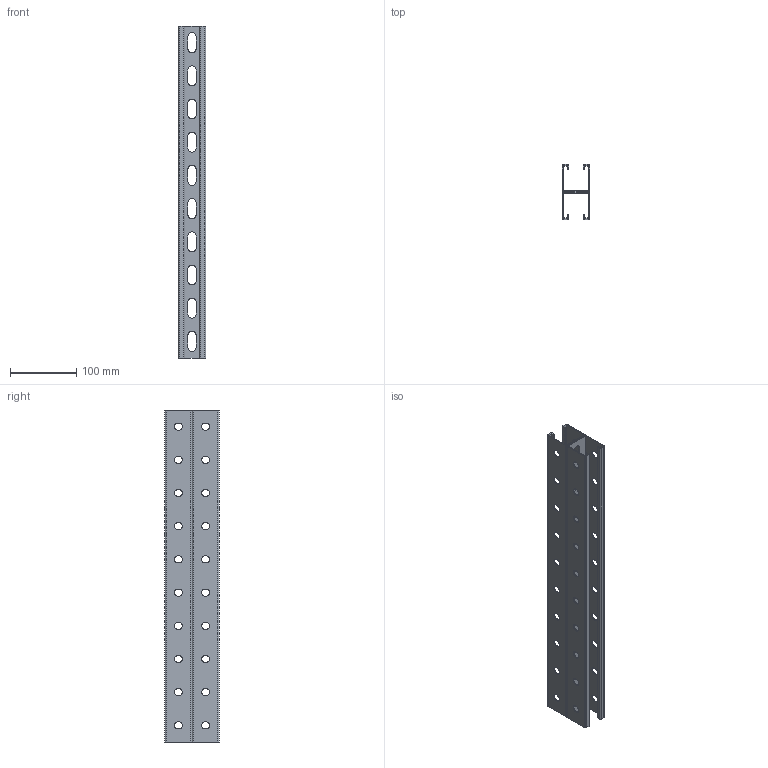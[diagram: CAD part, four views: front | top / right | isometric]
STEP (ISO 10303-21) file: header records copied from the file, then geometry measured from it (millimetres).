
FILE_DESCRIPTION (( 'STEP AP203' ), '1' );
FILE_NAME ('Äâîéíîé STRUT-ïðîôèëü_h41-L500.step', '2022-01-24T13:19:37', ( '' ), ( '' ), 'SwSTEP 2.0', 'SolidWorks 2017', '' );
FILE_SCHEMA (( 'CONFIG_CONTROL_DESIGN' ));
Length unit declared in the file: millimetre
Products named in the file (2): STRUT-镳铘桦黖h41-500; Äâîéíîé STRUT-ïðîôèëü_h41-L500
Assembly tree (2 placements, depth 2):
  Äâîéíîé STRUT-ïðîôèëü_h41-L500
    STRUT-镳铘桦黖h41-500  x2
Bounding box: 41 x 82 x 500 mm (x, y, z)
Volume: 196865.4 mm3; surface area: 273867.9 mm2
Topology: 2 solids, 2 shells, 1932 faces, 5736 edges, 3808 vertices
Faces by surface type: plane 1800, cylinder 132
Entity records: 32100 total; most frequent: CARTESIAN_POINT 5743, ORIENTED_EDGE 5736, DIRECTION 4942, EDGE_CURVE 2868, LINE 2736, VECTOR 2736, VERTEX_POINT 1904, AXIS2_PLACEMENT_3D 1103
